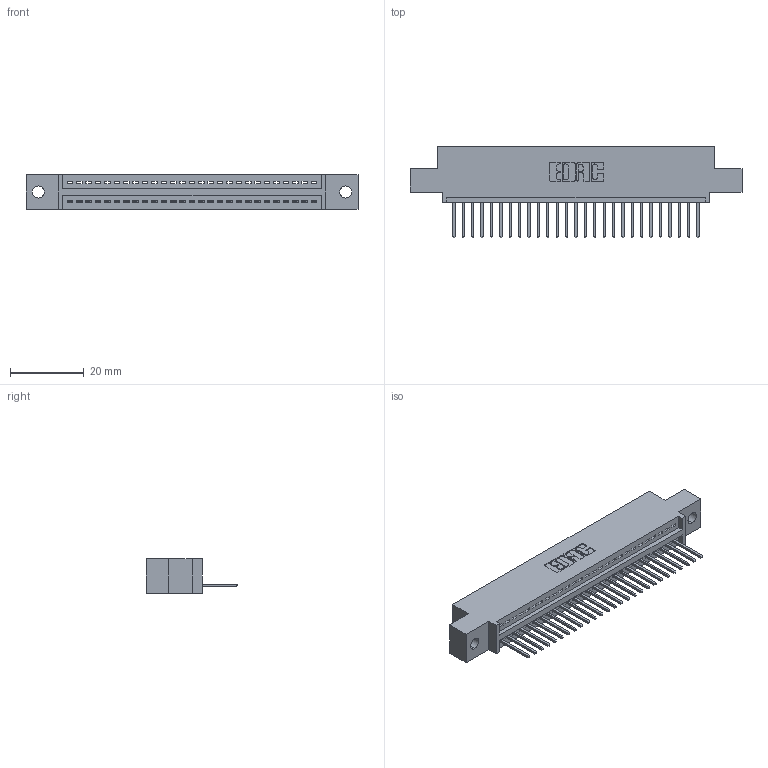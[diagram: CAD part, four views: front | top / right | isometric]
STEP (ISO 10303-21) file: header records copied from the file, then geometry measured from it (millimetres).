
FILE_DESCRIPTION (( 'STEP AP203' ), '1' );
FILE_NAME ('345-027-523-402.STEP', '2018-08-22T05:17:38', ( '' ), ( '' ), 'SwSTEP 2.0', 'SolidWorks 2016', '' );
FILE_SCHEMA (( 'CONFIG_CONTROL_DESIGN' ));
Length unit declared in the file: inch
Products named in the file (3): 345 Part_0.110 Offset - 0.128 Dia; 345-292-001_345-293-123; 345-027-523-402
Assembly tree (28 placements, depth 2):
  345-027-523-402
    345 Part_0.110 Offset - 0.128 Dia
    345-292-001_345-293-123  x27
Bounding box: 89.79 x 24.82 x 9.4 mm (x, y, z)
Volume: 8284.9 mm3; surface area: 10645.8 mm2
Topology: 28 solids, 28 shells, 1696 faces, 5105 edges, 3366 vertices
Faces by surface type: plane 1164, cylinder 532
Entity records: 22493 total; most frequent: CARTESIAN_POINT 3905, ORIENTED_EDGE 3866, DIRECTION 3431, EDGE_CURVE 1933, LINE 1693, VECTOR 1693, VERTEX_POINT 1286, AXIS2_PLACEMENT_3D 869
